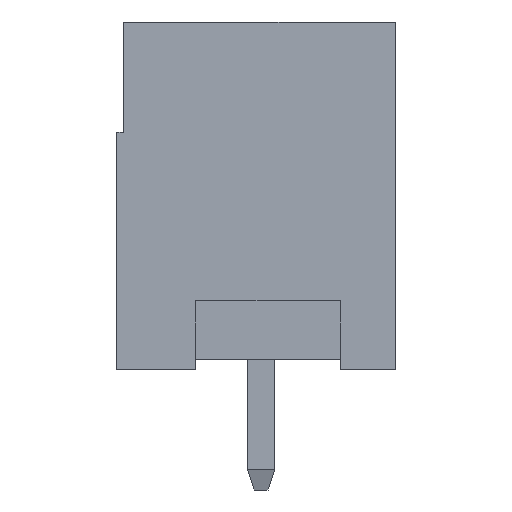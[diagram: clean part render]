
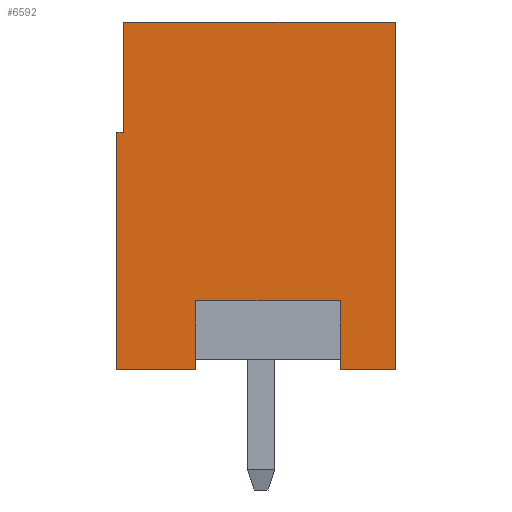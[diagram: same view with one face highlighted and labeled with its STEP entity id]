
A CAD part, left-side view. The second image highlights one B-rep face of the part: STEP entity #6592.
In plain terms, the highlighted planar face has unit normal (-1, 0, 0).
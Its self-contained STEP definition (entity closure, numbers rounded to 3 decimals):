
#936=CARTESIAN_POINT('',(-8.5,-3.9,10.1));
#937=VERTEX_POINT('',#936);
#944=CARTESIAN_POINT('',(-8.5,-3.9,0.0));
#945=VERTEX_POINT('',#944);
#946=CARTESIAN_POINT('',(-8.5,-3.9,0.0));
#947=DIRECTION('',(0.0,0.0,1.0));
#948=VECTOR('',#947,10.1);
#949=LINE('',#946,#948);
#950=EDGE_CURVE('',#945,#937,#949,.T.);
#2209=CARTESIAN_POINT('',(-8.5,-2.3,0.0));
#2210=VERTEX_POINT('',#2209);
#2217=CARTESIAN_POINT('',(-8.5,-2.3,2.0));
#2218=VERTEX_POINT('',#2217);
#2219=CARTESIAN_POINT('',(-8.5,-2.3,2.0));
#2220=DIRECTION('',(0.0,0.0,-1.0));
#2221=VECTOR('',#2220,2.0);
#2222=LINE('',#2219,#2221);
#2223=EDGE_CURVE('',#2218,#2210,#2222,.T.);
#2248=CARTESIAN_POINT('',(-8.5,-2.3,0.0));
#2249=DIRECTION('',(0.0,-1.0,0.0));
#2250=VECTOR('',#2249,1.6);
#2251=LINE('',#2248,#2250);
#2252=EDGE_CURVE('',#2210,#945,#2251,.T.);
#3088=CARTESIAN_POINT('',(-8.5,1.9,2.0));
#3089=VERTEX_POINT('',#3088);
#3096=CARTESIAN_POINT('',(-8.5,1.9,0.0));
#3097=VERTEX_POINT('',#3096);
#3098=CARTESIAN_POINT('',(-8.5,1.9,0.0));
#3099=DIRECTION('',(0.0,0.0,1.0));
#3100=VECTOR('',#3099,2.0);
#3101=LINE('',#3098,#3100);
#3102=EDGE_CURVE('',#3097,#3089,#3101,.T.);
#6301=CARTESIAN_POINT('',(-8.5,1.9,2.0));
#6302=DIRECTION('',(0.0,-1.0,0.0));
#6303=VECTOR('',#6302,4.2);
#6304=LINE('',#6301,#6303);
#6305=EDGE_CURVE('',#3089,#2218,#6304,.T.);
#6376=CARTESIAN_POINT('',(-8.5,4.2,0.0));
#6377=VERTEX_POINT('',#6376);
#6378=CARTESIAN_POINT('',(-8.5,4.2,0.0));
#6379=DIRECTION('',(0.0,-1.0,0.0));
#6380=VECTOR('',#6379,2.3);
#6381=LINE('',#6378,#6380);
#6382=EDGE_CURVE('',#6377,#3097,#6381,.T.);
#6549=CARTESIAN_POINT('',(-8.5,-4.305,-0.505));
#6550=DIRECTION('',(-1.0,0.0,0.0));
#6551=DIRECTION('',(0.0,0.0,1.0));
#6552=AXIS2_PLACEMENT_3D('',#6549,#6550,#6551);
#6553=PLANE('',#6552);
#6554=ORIENTED_EDGE('',*,*,#6382,.T.);
#6555=ORIENTED_EDGE('',*,*,#3102,.T.);
#6556=ORIENTED_EDGE('',*,*,#6305,.T.);
#6557=ORIENTED_EDGE('',*,*,#2223,.T.);
#6558=ORIENTED_EDGE('',*,*,#2252,.T.);
#6559=ORIENTED_EDGE('',*,*,#950,.T.);
#6560=CARTESIAN_POINT('',(-8.5,4.,10.1));
#6561=VERTEX_POINT('',#6560);
#6562=CARTESIAN_POINT('',(-8.5,-3.9,10.1));
#6563=DIRECTION('',(0.0,1.0,0.0));
#6564=VECTOR('',#6563,7.9);
#6565=LINE('',#6562,#6564);
#6566=EDGE_CURVE('',#937,#6561,#6565,.T.);
#6567=ORIENTED_EDGE('',*,*,#6566,.T.);
#6568=CARTESIAN_POINT('',(-8.5,4.,6.9));
#6569=VERTEX_POINT('',#6568);
#6570=CARTESIAN_POINT('',(-8.5,4.,6.9));
#6571=DIRECTION('',(0.0,0.0,1.0));
#6572=VECTOR('',#6571,3.2);
#6573=LINE('',#6570,#6572);
#6574=EDGE_CURVE('',#6569,#6561,#6573,.T.);
#6575=ORIENTED_EDGE('',*,*,#6574,.F.);
#6576=CARTESIAN_POINT('',(-8.5,4.2,6.9));
#6577=VERTEX_POINT('',#6576);
#6578=CARTESIAN_POINT('',(-8.5,4.2,6.9));
#6579=DIRECTION('',(0.0,-1.0,0.0));
#6580=VECTOR('',#6579,0.2);
#6581=LINE('',#6578,#6580);
#6582=EDGE_CURVE('',#6577,#6569,#6581,.T.);
#6583=ORIENTED_EDGE('',*,*,#6582,.F.);
#6584=CARTESIAN_POINT('',(-8.5,4.2,6.9));
#6585=DIRECTION('',(0.0,0.0,-1.0));
#6586=VECTOR('',#6585,6.9);
#6587=LINE('',#6584,#6586);
#6588=EDGE_CURVE('',#6577,#6377,#6587,.T.);
#6589=ORIENTED_EDGE('',*,*,#6588,.T.);
#6590=EDGE_LOOP('',(#6554,#6555,#6556,#6557,#6558,#6559,#6567,#6575,#6583,#6589));
#6591=FACE_OUTER_BOUND('',#6590,.T.);
#6592=ADVANCED_FACE('',(#6591),#6553,.T.);
